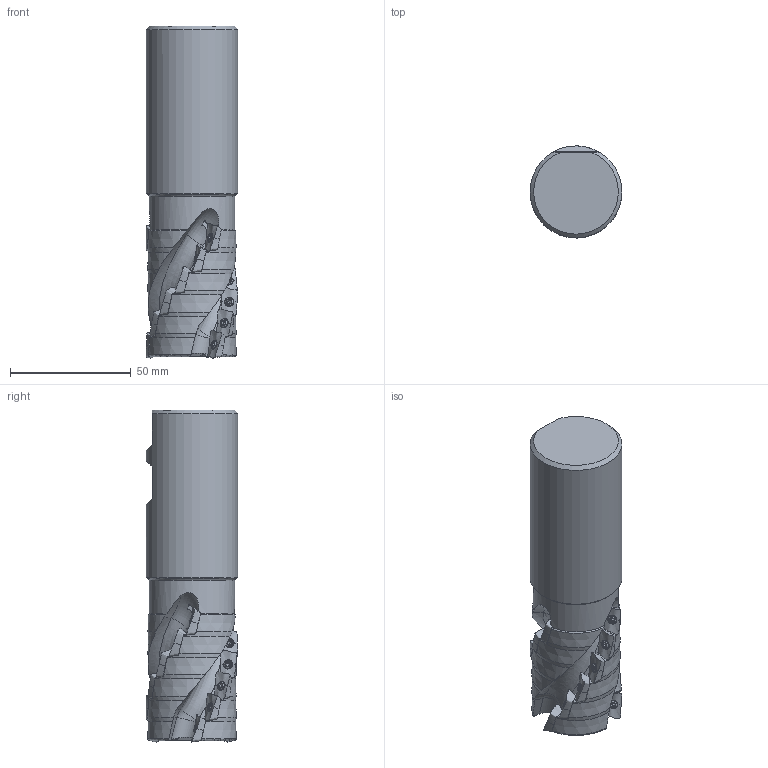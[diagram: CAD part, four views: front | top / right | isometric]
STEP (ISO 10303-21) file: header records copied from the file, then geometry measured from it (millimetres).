
FILE_DESCRIPTION(/* description */ (''),/* implementation_level */ '2;1');
FILE_NAME(/* name */ '1583476382407.stp',/* time_stamp */ '2020-03-06T12:03:19+06:00',/* author */ (''),/* organization */ ('SMS'),/* preprocessor_version */ 'ST-DEVELOPER v16.7',/* originating_system */ 'SIEMENS PLM Software NX 12.0',/* authorisation */ '');
FILE_SCHEMA (('AUTOMOTIVE_DESIGN { 1 0 10303 214 3 1 1 1 }'));
Products named in the file (4): ASSEMBLY_CONSTRUCTION; 201207134mod000_00; 202879736mod000_00; 202879773mod000_00
Assembly tree (20 placements, depth 2):
  202879773mod000_00
    202879736mod000_00
    201207134mod000_00  x18
    ASSEMBLY_CONSTRUCTION
Bounding box: 38.09 x 38.09 x 137.62 mm (x, y, z)
Volume: 132616.2 mm3; surface area: 24720.4 mm2
Topology: 19 solids, 19 shells, 888 faces, 2159 edges, 1405 vertices
Faces by surface type: cylinder 278, plane 233, cone 189, bspline 99, torus 65, sphere 18, revolution 6
Full cylindrical faces by diameter (mm): 2.5 x18, 2.8 x18, 3.45 x18, 35.305 x1, 38.092 x1
Entity records: 52132 total; most frequent: CARTESIAN_POINT 37391, ORIENTED_EDGE 2978, DIRECTION 2949, EDGE_CURVE 1489, AXIS2_PLACEMENT_3D 1352, VERTEX_POINT 981, EDGE_LOOP 772, ADVANCED_FACE 650
